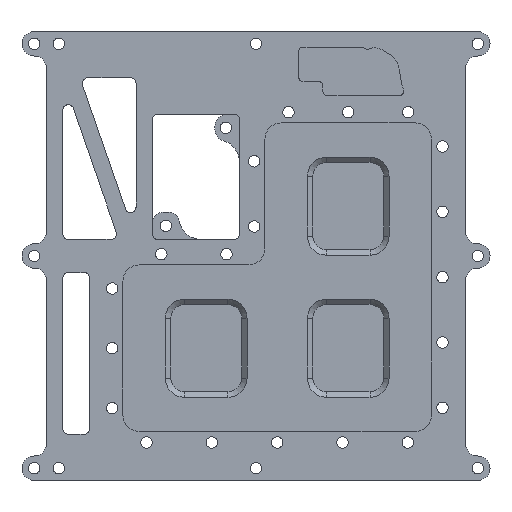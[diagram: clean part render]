
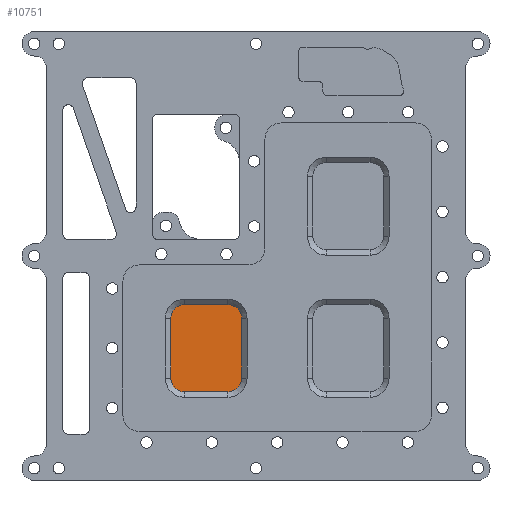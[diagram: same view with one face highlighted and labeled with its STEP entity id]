
A CAD part, front view. The second image highlights one B-rep face of the part: STEP entity #10751.
In plain terms, the highlighted face is planar.
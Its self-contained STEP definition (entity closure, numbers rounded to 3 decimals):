
#610=PLANE('',#11784);
#1166=FACE_OUTER_BOUND('',#1868,.T.);
#1868=EDGE_LOOP('',(#9602,#9603,#9604,#9605));
#2874=LINE('',#17661,#3974);
#2876=LINE('',#17665,#3976);
#2878=LINE('',#17669,#3978);
#2879=LINE('',#17671,#3979);
#3974=VECTOR('',#14526,1.);
#3976=VECTOR('',#14530,1.);
#3978=VECTOR('',#14534,1.);
#3979=VECTOR('',#14537,1.);
#5446=VERTEX_POINT('',#17657);
#5447=VERTEX_POINT('',#17659);
#5448=VERTEX_POINT('',#17663);
#5449=VERTEX_POINT('',#17667);
#6860=EDGE_CURVE('',#5446,#5447,#2874,.T.);
#6862=EDGE_CURVE('',#5447,#5448,#2876,.T.);
#6864=EDGE_CURVE('',#5448,#5449,#2878,.T.);
#6865=EDGE_CURVE('',#5449,#5446,#2879,.T.);
#9602=ORIENTED_EDGE('',*,*,#6860,.T.);
#9603=ORIENTED_EDGE('',*,*,#6862,.T.);
#9604=ORIENTED_EDGE('',*,*,#6864,.T.);
#9605=ORIENTED_EDGE('',*,*,#6865,.T.);
#10751=ADVANCED_FACE('',(#1166),#610,.T.);
#11784=AXIS2_PLACEMENT_3D('',#17672,#14538,#14539);
#14526=DIRECTION('',(0.,0.,1.));
#14530=DIRECTION('',(1.,0.,0.));
#14534=DIRECTION('',(0.,0.,-1.));
#14537=DIRECTION('',(-1.,0.,0.));
#14538=DIRECTION('center_axis',(0.,1.,0.));
#14539=DIRECTION('ref_axis',(0.,0.,1.));
#17657=CARTESIAN_POINT('',(-12.48,1.25,-12.835));
#17659=CARTESIAN_POINT('',(-12.48,1.25,12.835));
#17661=CARTESIAN_POINT('',(-12.48,1.25,12.835));
#17663=CARTESIAN_POINT('',(13.05,1.25,12.835));
#17665=CARTESIAN_POINT('',(13.05,1.25,12.835));
#17667=CARTESIAN_POINT('',(13.05,1.25,-12.835));
#17669=CARTESIAN_POINT('',(13.05,1.25,12.835));
#17671=CARTESIAN_POINT('',(13.05,1.25,-12.835));
#17672=CARTESIAN_POINT('Origin',(0.,1.25,0.));
